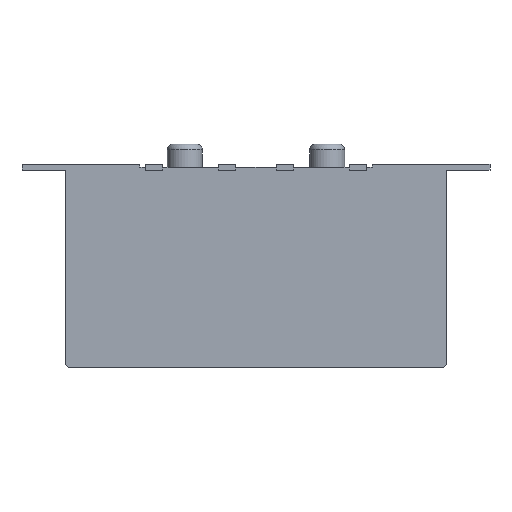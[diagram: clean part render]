
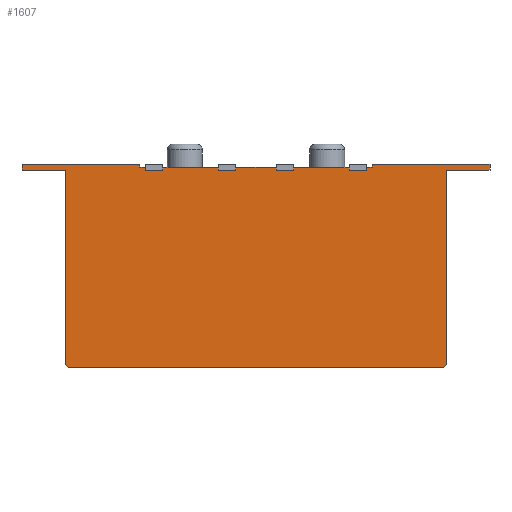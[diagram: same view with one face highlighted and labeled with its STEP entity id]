
A CAD part, front view. The second image highlights one B-rep face of the part: STEP entity #1607.
In plain terms, the highlighted planar face has unit normal (0, -1, 0).
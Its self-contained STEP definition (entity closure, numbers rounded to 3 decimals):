
#15=DIRECTION('',(1.,0.,0.));
#16=VECTOR('',#15,0.2);
#17=CARTESIAN_POINT('',(-4.,0.,4.04));
#18=LINE('',#17,#16);
#23=DIRECTION('',(0.,0.,-1.));
#24=VECTOR('',#23,0.1);
#25=CARTESIAN_POINT('',(-3.8,0.,4.04));
#26=LINE('',#25,#24);
#30=DIRECTION('',(1.,0.,0.));
#31=VECTOR('',#30,0.6);
#32=CARTESIAN_POINT('',(-3.8,0.,3.94));
#33=LINE('',#32,#31);
#37=DIRECTION('',(0.,0.,-1.));
#38=VECTOR('',#37,0.1);
#39=CARTESIAN_POINT('',(-3.2,0.,4.04));
#40=LINE('',#39,#38);
#44=DIRECTION('',(1.,0.,0.));
#45=VECTOR('',#44,1.9);
#46=CARTESIAN_POINT('',(-3.2,0.,4.04));
#47=LINE('',#46,#45);
#51=DIRECTION('',(0.,0.,-1.));
#52=VECTOR('',#51,0.1);
#53=CARTESIAN_POINT('',(-1.3,0.,4.04));
#54=LINE('',#53,#52);
#58=DIRECTION('',(1.,0.,0.));
#59=VECTOR('',#58,0.6);
#60=CARTESIAN_POINT('',(-1.3,0.,3.94));
#61=LINE('',#60,#59);
#65=DIRECTION('',(0.,0.,-1.));
#66=VECTOR('',#65,0.1);
#67=CARTESIAN_POINT('',(-0.7,0.,4.04));
#68=LINE('',#67,#66);
#72=DIRECTION('',(1.,0.,0.));
#73=VECTOR('',#72,1.4);
#74=CARTESIAN_POINT('',(-0.7,0.,4.04));
#75=LINE('',#74,#73);
#79=DIRECTION('',(0.,0.,-1.));
#80=VECTOR('',#79,0.1);
#81=CARTESIAN_POINT('',(0.7,0.,4.04));
#82=LINE('',#81,#80);
#86=DIRECTION('',(1.,0.,0.));
#87=VECTOR('',#86,0.6);
#88=CARTESIAN_POINT('',(0.7,0.,3.94));
#89=LINE('',#88,#87);
#93=DIRECTION('',(0.,0.,-1.));
#94=VECTOR('',#93,0.1);
#95=CARTESIAN_POINT('',(1.3,0.,4.04));
#96=LINE('',#95,#94);
#100=DIRECTION('',(1.,0.,0.));
#101=VECTOR('',#100,1.9);
#102=CARTESIAN_POINT('',(1.3,0.,4.04));
#103=LINE('',#102,#101);
#107=DIRECTION('',(0.,0.,-1.));
#108=VECTOR('',#107,0.1);
#109=CARTESIAN_POINT('',(3.2,0.,4.04));
#110=LINE('',#109,#108);
#114=DIRECTION('',(1.,0.,0.));
#115=VECTOR('',#114,0.6);
#116=CARTESIAN_POINT('',(3.2,0.,3.94));
#117=LINE('',#116,#115);
#121=DIRECTION('',(0.,0.,-1.));
#122=VECTOR('',#121,0.1);
#123=CARTESIAN_POINT('',(3.8,0.,4.04));
#124=LINE('',#123,#122);
#128=DIRECTION('',(1.,0.,0.));
#129=VECTOR('',#128,0.2);
#130=CARTESIAN_POINT('',(3.8,0.,4.04));
#131=LINE('',#130,#129);
#135=DIRECTION('',(0.,0.,-1.));
#136=VECTOR('',#135,0.1);
#137=CARTESIAN_POINT('',(4.,0.,4.14));
#138=LINE('',#137,#136);
#142=DIRECTION('',(1.,0.,0.));
#143=VECTOR('',#142,4.05);
#144=CARTESIAN_POINT('',(4.,0.,4.14));
#145=LINE('',#144,#143);
#149=DIRECTION('',(0.,0.,-1.));
#150=VECTOR('',#149,6.6);
#151=CARTESIAN_POINT('',(6.55,0.,3.94));
#152=LINE('',#151,#150);
#156=CARTESIAN_POINT('',(6.35,0.,-2.66));
#157=DIRECTION('',(0.,-1.,0.));
#158=DIRECTION('',(0.,0.,-1.));
#159=AXIS2_PLACEMENT_3D('',#156,#157,#158);
#164=DIRECTION('',(-1.,0.,0.));
#165=VECTOR('',#164,12.7);
#166=CARTESIAN_POINT('',(6.35,0.,-2.86));
#167=LINE('',#166,#165);
#171=CARTESIAN_POINT('',(-6.35,0.,-2.66));
#172=DIRECTION('',(0.,-1.,0.));
#173=DIRECTION('',(-1.,0.,0.));
#174=AXIS2_PLACEMENT_3D('',#171,#172,#173);
#179=DIRECTION('',(0.,0.,1.));
#180=VECTOR('',#179,6.6);
#181=CARTESIAN_POINT('',(-6.55,0.,-2.66));
#182=LINE('',#181,#180);
#186=DIRECTION('',(0.,0.,-1.));
#187=VECTOR('',#186,0.2);
#188=CARTESIAN_POINT('',(-8.05,0.,4.14));
#189=LINE('',#188,#187);
#193=DIRECTION('',(1.,0.,0.));
#194=VECTOR('',#193,4.05);
#195=CARTESIAN_POINT('',(-8.05,0.,4.14));
#196=LINE('',#195,#194);
#200=DIRECTION('',(0.,0.,-1.));
#201=VECTOR('',#200,0.1);
#202=CARTESIAN_POINT('',(-4.,0.,4.14));
#203=LINE('',#202,#201);
#512=DIRECTION('',(1.,0.,0.));
#513=VECTOR('',#512,1.5);
#514=CARTESIAN_POINT('',(-8.05,0.,3.94));
#515=LINE('',#514,#513);
#519=DIRECTION('',(1.,0.,0.));
#520=VECTOR('',#519,1.5);
#521=CARTESIAN_POINT('',(6.55,0.,3.94));
#522=LINE('',#521,#520);
#708=DIRECTION('',(0.,0.,-1.));
#709=VECTOR('',#708,0.2);
#710=CARTESIAN_POINT('',(8.05,0.,4.14));
#711=LINE('',#710,#709);
#1340=CARTESIAN_POINT('',(6.35,0.,-2.86));
#1341=CARTESIAN_POINT('',(6.55,0.,-2.66));
#1342=VERTEX_POINT('',#1340);
#1343=VERTEX_POINT('',#1341);
#1352=CARTESIAN_POINT('',(-6.55,0.,-2.66));
#1353=CARTESIAN_POINT('',(-6.35,0.,-2.86));
#1354=VERTEX_POINT('',#1352);
#1355=VERTEX_POINT('',#1353);
#1393=CARTESIAN_POINT('',(-8.05,0.,4.14));
#1395=VERTEX_POINT('',#1393);
#1396=CARTESIAN_POINT('',(8.05,0.,4.14));
#1398=VERTEX_POINT('',#1396);
#1401=CARTESIAN_POINT('',(-8.05,0.,3.94));
#1403=VERTEX_POINT('',#1401);
#1404=CARTESIAN_POINT('',(8.05,0.,3.94));
#1406=VERTEX_POINT('',#1404);
#1408=CARTESIAN_POINT('',(-6.55,0.,3.94));
#1410=VERTEX_POINT('',#1408);
#1414=CARTESIAN_POINT('',(6.55,0.,3.94));
#1416=VERTEX_POINT('',#1414);
#1452=CARTESIAN_POINT('',(-3.8,0.,3.94));
#1453=CARTESIAN_POINT('',(-3.2,0.,3.94));
#1454=VERTEX_POINT('',#1452);
#1455=VERTEX_POINT('',#1453);
#1456=CARTESIAN_POINT('',(-1.3,0.,3.94));
#1457=CARTESIAN_POINT('',(-0.7,0.,3.94));
#1458=VERTEX_POINT('',#1456);
#1459=VERTEX_POINT('',#1457);
#1460=CARTESIAN_POINT('',(0.7,0.,3.94));
#1461=CARTESIAN_POINT('',(1.3,0.,3.94));
#1462=VERTEX_POINT('',#1460);
#1463=VERTEX_POINT('',#1461);
#1464=CARTESIAN_POINT('',(3.2,0.,3.94));
#1465=CARTESIAN_POINT('',(3.8,0.,3.94));
#1466=VERTEX_POINT('',#1464);
#1467=VERTEX_POINT('',#1465);
#1468=CARTESIAN_POINT('',(-4.,0.,4.04));
#1469=CARTESIAN_POINT('',(-3.8,0.,4.04));
#1470=VERTEX_POINT('',#1468);
#1471=VERTEX_POINT('',#1469);
#1472=CARTESIAN_POINT('',(-3.2,0.,4.04));
#1473=CARTESIAN_POINT('',(-1.3,0.,4.04));
#1474=VERTEX_POINT('',#1472);
#1475=VERTEX_POINT('',#1473);
#1476=CARTESIAN_POINT('',(-0.7,0.,4.04));
#1477=CARTESIAN_POINT('',(0.7,0.,4.04));
#1478=VERTEX_POINT('',#1476);
#1479=VERTEX_POINT('',#1477);
#1480=CARTESIAN_POINT('',(1.3,0.,4.04));
#1481=CARTESIAN_POINT('',(3.2,0.,4.04));
#1482=VERTEX_POINT('',#1480);
#1483=VERTEX_POINT('',#1481);
#1484=CARTESIAN_POINT('',(3.8,0.,4.04));
#1485=CARTESIAN_POINT('',(4.,0.,4.04));
#1486=VERTEX_POINT('',#1484);
#1487=VERTEX_POINT('',#1485);
#1488=CARTESIAN_POINT('',(-4.,0.,4.14));
#1489=VERTEX_POINT('',#1488);
#1490=CARTESIAN_POINT('',(4.,0.,4.14));
#1491=VERTEX_POINT('',#1490);
#1540=CARTESIAN_POINT('',(0.,0.,0.));
#1541=DIRECTION('',(0.,1.,0.));
#1542=DIRECTION('',(1.,0.,0.));
#1543=AXIS2_PLACEMENT_3D('',#1540,#1541,#1542);
#1544=PLANE('',#1543);
#1546=ORIENTED_EDGE('',*,*,#1545,.T.);
#1548=ORIENTED_EDGE('',*,*,#1547,.T.);
#1550=ORIENTED_EDGE('',*,*,#1549,.T.);
#1552=ORIENTED_EDGE('',*,*,#1551,.F.);
#1554=ORIENTED_EDGE('',*,*,#1553,.T.);
#1556=ORIENTED_EDGE('',*,*,#1555,.T.);
#1558=ORIENTED_EDGE('',*,*,#1557,.T.);
#1560=ORIENTED_EDGE('',*,*,#1559,.F.);
#1562=ORIENTED_EDGE('',*,*,#1561,.T.);
#1564=ORIENTED_EDGE('',*,*,#1563,.T.);
#1566=ORIENTED_EDGE('',*,*,#1565,.T.);
#1568=ORIENTED_EDGE('',*,*,#1567,.F.);
#1570=ORIENTED_EDGE('',*,*,#1569,.T.);
#1572=ORIENTED_EDGE('',*,*,#1571,.T.);
#1574=ORIENTED_EDGE('',*,*,#1573,.T.);
#1576=ORIENTED_EDGE('',*,*,#1575,.F.);
#1578=ORIENTED_EDGE('',*,*,#1577,.T.);
#1580=ORIENTED_EDGE('',*,*,#1579,.F.);
#1582=ORIENTED_EDGE('',*,*,#1581,.T.);
#1584=ORIENTED_EDGE('',*,*,#1583,.T.);
#1586=ORIENTED_EDGE('',*,*,#1585,.F.);
#1588=ORIENTED_EDGE('',*,*,#1587,.T.);
#1590=ORIENTED_EDGE('',*,*,#1589,.F.);
#1592=ORIENTED_EDGE('',*,*,#1591,.T.);
#1594=ORIENTED_EDGE('',*,*,#1593,.F.);
#1596=ORIENTED_EDGE('',*,*,#1595,.T.);
#1598=ORIENTED_EDGE('',*,*,#1597,.F.);
#1600=ORIENTED_EDGE('',*,*,#1599,.F.);
#1602=ORIENTED_EDGE('',*,*,#1601,.T.);
#1604=ORIENTED_EDGE('',*,*,#1603,.T.);
#1605=EDGE_LOOP('',(#1546,#1548,#1550,#1552,#1554,#1556,#1558,#1560,#1562,#1564,
#1566,#1568,#1570,#1572,#1574,#1576,#1578,#1580,#1582,#1584,#1586,#1588,#1590,
#1592,#1594,#1596,#1598,#1600,#1602,#1604));
#1606=FACE_OUTER_BOUND('',#1605,.F.);
#1607=ADVANCED_FACE('',(#1606),#1544,.F.);
#160=CIRCLE('',#159,0.2);
#175=CIRCLE('',#174,0.2);
#1545=EDGE_CURVE('',#1470,#1471,#18,.T.);
#1547=EDGE_CURVE('',#1471,#1454,#26,.T.);
#1549=EDGE_CURVE('',#1454,#1455,#33,.T.);
#1551=EDGE_CURVE('',#1474,#1455,#40,.T.);
#1553=EDGE_CURVE('',#1474,#1475,#47,.T.);
#1555=EDGE_CURVE('',#1475,#1458,#54,.T.);
#1557=EDGE_CURVE('',#1458,#1459,#61,.T.);
#1559=EDGE_CURVE('',#1478,#1459,#68,.T.);
#1561=EDGE_CURVE('',#1478,#1479,#75,.T.);
#1563=EDGE_CURVE('',#1479,#1462,#82,.T.);
#1565=EDGE_CURVE('',#1462,#1463,#89,.T.);
#1567=EDGE_CURVE('',#1482,#1463,#96,.T.);
#1569=EDGE_CURVE('',#1482,#1483,#103,.T.);
#1571=EDGE_CURVE('',#1483,#1466,#110,.T.);
#1573=EDGE_CURVE('',#1466,#1467,#117,.T.);
#1575=EDGE_CURVE('',#1486,#1467,#124,.T.);
#1577=EDGE_CURVE('',#1486,#1487,#131,.T.);
#1579=EDGE_CURVE('',#1491,#1487,#138,.T.);
#1581=EDGE_CURVE('',#1491,#1398,#145,.T.);
#1583=EDGE_CURVE('',#1398,#1406,#711,.T.);
#1585=EDGE_CURVE('',#1416,#1406,#522,.T.);
#1587=EDGE_CURVE('',#1416,#1343,#152,.T.);
#1589=EDGE_CURVE('',#1342,#1343,#160,.T.);
#1591=EDGE_CURVE('',#1342,#1355,#167,.T.);
#1593=EDGE_CURVE('',#1354,#1355,#175,.T.);
#1595=EDGE_CURVE('',#1354,#1410,#182,.T.);
#1597=EDGE_CURVE('',#1403,#1410,#515,.T.);
#1599=EDGE_CURVE('',#1395,#1403,#189,.T.);
#1601=EDGE_CURVE('',#1395,#1489,#196,.T.);
#1603=EDGE_CURVE('',#1489,#1470,#203,.T.);
